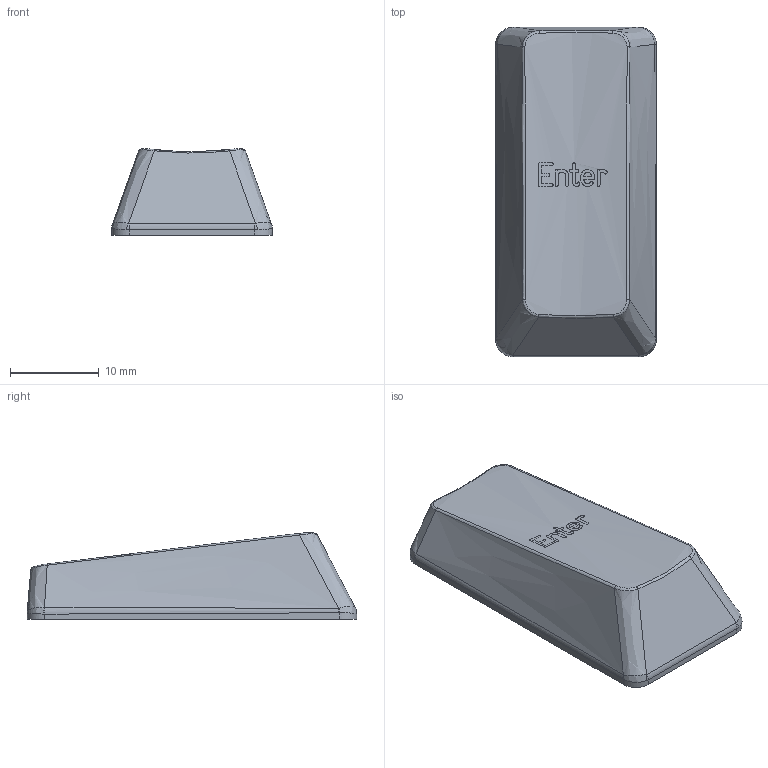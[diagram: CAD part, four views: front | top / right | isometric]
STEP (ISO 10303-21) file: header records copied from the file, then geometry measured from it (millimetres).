
FILE_DESCRIPTION(/* description */ (''),/* implementation_level */ '2;1');
FILE_NAME(/* name */ 'Row_4-4_1x2u_vert_Enter.step',/* time_stamp */ '2021-07-23T22:54:28-05:00',/* author */ (''),/* organization */ (''),/* preprocessor_version */ 'ST-DEVELOPER v18.1',/* originating_system */ 'Autodesk Translation Framework v10.9.0.1377',/* authorisation */ '');
FILE_SCHEMA (('AUTOMOTIVE_DESIGN { 1 0 10303 214 3 1 1 }'));
Length unit declared in the file: millimetre
Products named in the file (1): Row_4-4_1x2u_vert_Enter
Bounding box: 18.16 x 37.21 x 9.79 mm (x, y, z)
Volume: 1243 mm3; surface area: 3065.8 mm2
Topology: 1 solids, 1 shells, 111 faces, 365 edges, 268 vertices
Faces by surface type: plane 53, bspline 45, cylinder 13
Full cylindrical faces by diameter (mm): 5.5 x3
Entity records: 5915 total; most frequent: CARTESIAN_POINT 3059, ORIENTED_EDGE 730, EDGE_CURVE 365, DIRECTION 361, VERTEX_POINT 268, B_SPLINE_CURVE_WITH_KNOTS 191, EDGE_LOOP 123, LINE 121
